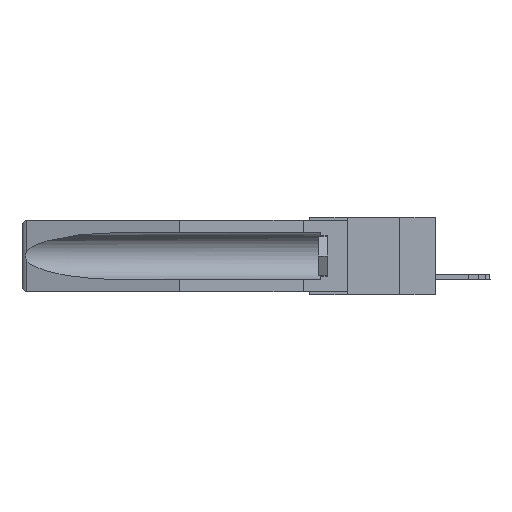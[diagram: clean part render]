
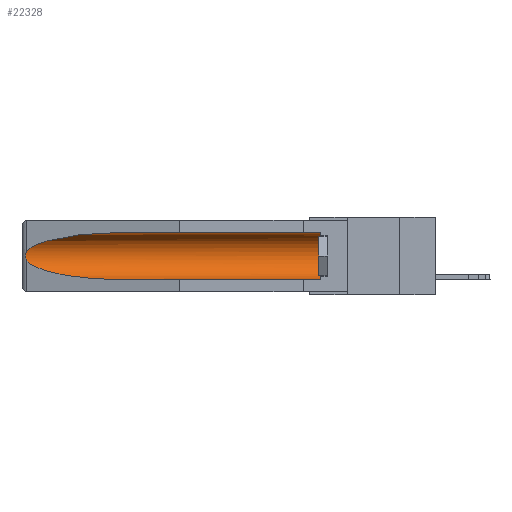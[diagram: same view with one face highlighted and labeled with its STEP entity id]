
A CAD part, left-side view. The second image highlights one B-rep face of the part: STEP entity #22328.
In plain terms, the highlighted cylindrical face has radius 2.857 mm (diameter 5.715 mm), a partial arc.
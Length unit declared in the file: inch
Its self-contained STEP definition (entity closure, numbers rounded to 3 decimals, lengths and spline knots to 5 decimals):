
#810 = CARTESIAN_POINT ( 'NONE',  ( 0.26597, 1.52961, -0.15275 ) ) ;
#817 = LINE ( 'NONE', #14284, #16454 ) ;
#1720 = ORIENTED_EDGE ( 'NONE', *, *, #24286, .T. ) ;
#2247 = ORIENTED_EDGE ( 'NONE', *, *, #22750, .F. ) ;
#2500 = ORIENTED_EDGE ( 'NONE', *, *, #5881, .T. ) ;
#2652 = VERTEX_POINT ( 'NONE', #15999 ) ;
#3614 = CARTESIAN_POINT ( 'NONE',  ( 0.155, -0.30754, -0.1715 ) ) ;
#5237 = DIRECTION ( 'NONE',  ( 0., 1., 0. ) ) ;
#5363 = CARTESIAN_POINT ( 'NONE',  ( 0.2675, 1.53308, -0.16763 ) ) ;
#5718 = CARTESIAN_POINT ( 'NONE',  ( 0.155, 1.07973, -0.284 ) ) ;
#5881 = EDGE_CURVE ( 'NONE', #16168, #28180, #15607, .T. ) ;
#5928 = DIRECTION ( 'NONE',  ( 0., 1., 0. ) ) ;
#6285 = CARTESIAN_POINT ( 'NONE',  ( 0.155, 0.126, -0.1715 ) ) ;
#6516 = ORIENTED_EDGE ( 'NONE', *, *, #10933, .T. ) ;
#6961 = CARTESIAN_POINT ( 'NONE',  ( 0.25451, 1.48313, -0.09465 ) ) ;
#7324 = CARTESIAN_POINT ( 'NONE',  ( 0.155, 0.126, -0.059 ) ) ;
#7815 = VECTOR ( 'NONE', #23022, 39.37008 ) ;
#8494 = CARTESIAN_POINT ( 'NONE',  ( 0.155, 1.07973, -0.059 ) ) ;
#8781 =( BOUNDED_CURVE ( )  B_SPLINE_CURVE ( 3, ( #12556, #19090, #23557, #25814 ),
 .UNSPECIFIED., .F., .F. ) 
 B_SPLINE_CURVE_WITH_KNOTS ( ( 4, 4 ),
 ( 0.1948, 1.5708 ),
 .UNSPECIFIED. ) 
 CURVE ( )  GEOMETRIC_REPRESENTATION_ITEM ( )  RATIONAL_B_SPLINE_CURVE ( ( 1., 0.848, 0.848, 1. ) ) 
 REPRESENTATION_ITEM ( '' )  );
#9622 = CARTESIAN_POINT ( 'NONE',  ( 0.26537, 1.52718, -0.19328 ) ) ;
#9767 = CARTESIAN_POINT ( 'NONE',  ( 0.155, -0.30754, -0.284 ) ) ;
#10244 = CARTESIAN_POINT ( 'NONE',  ( 0.26537, 1.52718, -0.14972 ) ) ;
#10612 = LINE ( 'NONE', #9767, #7815 ) ;
#10933 = EDGE_CURVE ( 'NONE', #19223, #2652, #817, .T. ) ;
#11861 = CARTESIAN_POINT ( 'NONE',  ( 0.2675, 1.53308, -0.17534 ) ) ;
#11956 = CARTESIAN_POINT ( 'NONE',  ( 0.2673, 1.53269, -0.17917 ) ) ;
#12089 = DIRECTION ( 'NONE',  ( 0., -1., 0. ) ) ;
#12489 = CARTESIAN_POINT ( 'NONE',  ( 0.21114, 1.30732, -0.059 ) ) ;
#12556 = CARTESIAN_POINT ( 'NONE',  ( 0.26537, 1.52718, -0.19328 ) ) ;
#13162 = EDGE_CURVE ( 'NONE', #28188, #19223, #20528, .T. ) ;
#14284 = CARTESIAN_POINT ( 'NONE',  ( 0.155, -0.30754, -0.059 ) ) ;
#15320 = ORIENTED_EDGE ( 'NONE', *, *, #20030, .T. ) ;
#15595 = AXIS2_PLACEMENT_3D ( 'NONE', #6285, #12089, #21258 ) ;
#15607 = B_SPLINE_CURVE_WITH_KNOTS ( 'NONE', 3,
 ( #18381, #810, #22973, #18485, #5363, #11861, #11956, #25414, #16356, #9622 ),
 .UNSPECIFIED., .F., .F.,
 ( 4, 2, 2, 2, 4 ),
 ( 0., 0.00029, 0.00058, 0.00087, 0.00117 ),
 .UNSPECIFIED. ) ;
#15999 = CARTESIAN_POINT ( 'NONE',  ( 0.155, 1.07973, -0.059 ) ) ;
#16168 = VERTEX_POINT ( 'NONE', #10244 ) ;
#16342 = ORIENTED_EDGE ( 'NONE', *, *, #13162, .T. ) ;
#16356 = CARTESIAN_POINT ( 'NONE',  ( 0.26597, 1.5296, -0.19026 ) ) ;
#16454 = VECTOR ( 'NONE', #5237, 39.37008 ) ;
#18381 = CARTESIAN_POINT ( 'NONE',  ( 0.26537, 1.52718, -0.14972 ) ) ;
#18485 = CARTESIAN_POINT ( 'NONE',  ( 0.2673, 1.5327, -0.16383 ) ) ;
#18711 = CARTESIAN_POINT ( 'NONE',  ( 0.26537, 1.52718, -0.19328 ) ) ;
#19090 = CARTESIAN_POINT ( 'NONE',  ( 0.25451, 1.48313, -0.24835 ) ) ;
#19223 = VERTEX_POINT ( 'NONE', #7324 ) ;
#19345 = DIRECTION ( 'NONE',  ( 0., 0., 1. ) ) ;
#19354 = CYLINDRICAL_SURFACE ( 'NONE', #22993, 0.1125 ) ;
#20030 = EDGE_CURVE ( 'NONE', #2652, #16168, #20048, .T. ) ;
#20048 =( BOUNDED_CURVE ( )  B_SPLINE_CURVE ( 3, ( #8494, #12489, #6961, #24842 ),
 .UNSPECIFIED., .F., .F. ) 
 B_SPLINE_CURVE_WITH_KNOTS ( ( 4, 4 ),
 ( 4.71239, 6.08839 ),
 .UNSPECIFIED. ) 
 CURVE ( )  GEOMETRIC_REPRESENTATION_ITEM ( )  RATIONAL_B_SPLINE_CURVE ( ( 1., 0.848, 0.848, 1. ) ) 
 REPRESENTATION_ITEM ( '' )  );
#20057 = FACE_OUTER_BOUND ( 'NONE', #25836, .T. ) ;
#20528 = CIRCLE ( 'NONE', #15595, 0.1125 ) ;
#21258 = DIRECTION ( 'NONE',  ( 0., 0., 1. ) ) ;
#22328 = ADVANCED_FACE ( 'NONE', ( #20057 ), #19354, .F. ) ;
#22750 = EDGE_CURVE ( 'NONE', #28188, #25619, #10612, .T. ) ;
#22973 = CARTESIAN_POINT ( 'NONE',  ( 0.26654, 1.53092, -0.15636 ) ) ;
#22993 = AXIS2_PLACEMENT_3D ( 'NONE', #3614, #5928, #19345 ) ;
#23016 = CARTESIAN_POINT ( 'NONE',  ( 0.155, 0.126, -0.284 ) ) ;
#23022 = DIRECTION ( 'NONE',  ( 0., 1., 0. ) ) ;
#23557 = CARTESIAN_POINT ( 'NONE',  ( 0.21114, 1.30732, -0.284 ) ) ;
#24286 = EDGE_CURVE ( 'NONE', #28180, #25619, #8781, .T. ) ;
#24842 = CARTESIAN_POINT ( 'NONE',  ( 0.26537, 1.52718, -0.14972 ) ) ;
#25414 = CARTESIAN_POINT ( 'NONE',  ( 0.26655, 1.53094, -0.18657 ) ) ;
#25619 = VERTEX_POINT ( 'NONE', #5718 ) ;
#25814 = CARTESIAN_POINT ( 'NONE',  ( 0.155, 1.07973, -0.284 ) ) ;
#25836 = EDGE_LOOP ( 'NONE', ( #15320, #2500, #1720, #2247, #16342, #6516 ) ) ;
#28180 = VERTEX_POINT ( 'NONE', #18711 ) ;
#28188 = VERTEX_POINT ( 'NONE', #23016 ) ;
